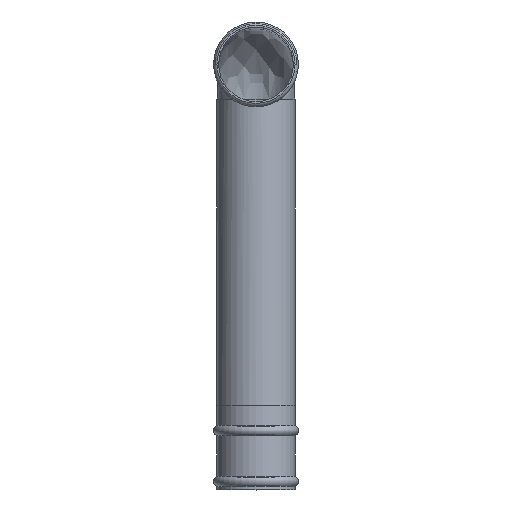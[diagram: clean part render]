
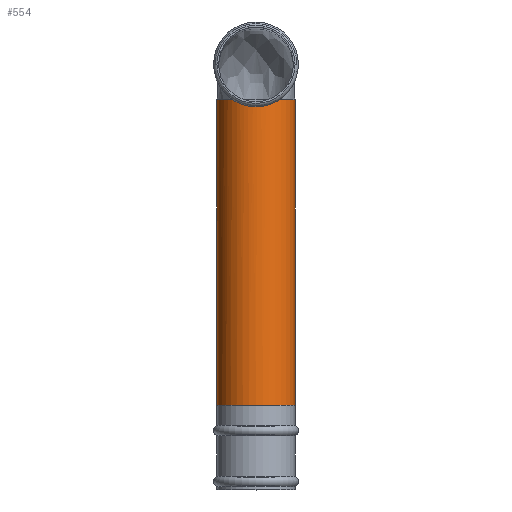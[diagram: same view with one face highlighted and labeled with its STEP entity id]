
A CAD part, top view. The second image highlights one B-rep face of the part: STEP entity #554.
In plain terms, the highlighted cylindrical face has radius 11.5 mm (diameter 23 mm), a full revolution.
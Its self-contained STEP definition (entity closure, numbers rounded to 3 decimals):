
#16=ELLIPSE('',#668,16.263,11.5);
#42=LINE('',#1085,#56);
#56=VECTOR('',#881,11.5);
#70=CYLINDRICAL_SURFACE('',#670,11.5);
#96=FACE_OUTER_BOUND('',#127,.T.);
#127=EDGE_LOOP('',(#507,#508,#509,#510,#511,#512,#513));
#197=CIRCLE('',#671,11.5);
#198=CIRCLE('',#672,11.5);
#199=CIRCLE('',#673,11.5);
#200=CIRCLE('',#674,11.5);
#258=VERTEX_POINT('',#1075);
#259=VERTEX_POINT('',#1077);
#260=VERTEX_POINT('',#1081);
#261=VERTEX_POINT('',#1084);
#262=VERTEX_POINT('',#1086);
#342=EDGE_CURVE('',#259,#258,#16,.T.);
#344=EDGE_CURVE('',#259,#260,#197,.T.);
#345=EDGE_CURVE('',#260,#258,#198,.T.);
#346=EDGE_CURVE('',#260,#261,#42,.T.);
#347=EDGE_CURVE('',#261,#262,#199,.T.);
#348=EDGE_CURVE('',#262,#261,#200,.T.);
#507=ORIENTED_EDGE('',*,*,#344,.F.);
#508=ORIENTED_EDGE('',*,*,#342,.T.);
#509=ORIENTED_EDGE('',*,*,#345,.F.);
#510=ORIENTED_EDGE('',*,*,#346,.T.);
#511=ORIENTED_EDGE('',*,*,#347,.T.);
#512=ORIENTED_EDGE('',*,*,#348,.T.);
#513=ORIENTED_EDGE('',*,*,#346,.F.);
#554=ADVANCED_FACE('',(#96),#70,.T.);
#668=AXIS2_PLACEMENT_3D('',#1078,#871,#872);
#670=AXIS2_PLACEMENT_3D('',#1080,#875,#876);
#671=AXIS2_PLACEMENT_3D('',#1082,#877,#878);
#672=AXIS2_PLACEMENT_3D('',#1083,#879,#880);
#673=AXIS2_PLACEMENT_3D('',#1087,#882,#883);
#674=AXIS2_PLACEMENT_3D('',#1088,#884,#885);
#871=DIRECTION('center_axis',(0.,-0.707,-0.707));
#872=DIRECTION('ref_axis',(0.,0.707,-0.707));
#875=DIRECTION('center_axis',(0.,1.,0.));
#876=DIRECTION('ref_axis',(1.,0.,0.));
#877=DIRECTION('center_axis',(0.,1.,0.));
#878=DIRECTION('ref_axis',(1.,0.,0.));
#879=DIRECTION('center_axis',(0.,1.,0.));
#880=DIRECTION('ref_axis',(1.,0.,0.));
#881=DIRECTION('',(0.,-1.,0.));
#882=DIRECTION('center_axis',(0.,1.,0.));
#883=DIRECTION('ref_axis',(1.,0.,0.));
#884=DIRECTION('center_axis',(0.,1.,0.));
#885=DIRECTION('ref_axis',(1.,0.,0.));
#1075=CARTESIAN_POINT('',(-5.679,115.,10.));
#1077=CARTESIAN_POINT('',(5.679,115.,10.));
#1078=CARTESIAN_POINT('Origin',(0.,125.,0.));
#1080=CARTESIAN_POINT('Origin',(0.,25.,0.));
#1081=CARTESIAN_POINT('',(-11.5,115.,0.));
#1082=CARTESIAN_POINT('Origin',(0.,115.,0.));
#1083=CARTESIAN_POINT('Origin',(0.,115.,0.));
#1084=CARTESIAN_POINT('',(-11.5,25.,0.));
#1085=CARTESIAN_POINT('',(-11.5,25.,0.));
#1086=CARTESIAN_POINT('',(11.5,25.,0.));
#1087=CARTESIAN_POINT('Origin',(0.,25.,0.));
#1088=CARTESIAN_POINT('Origin',(0.,25.,0.));
